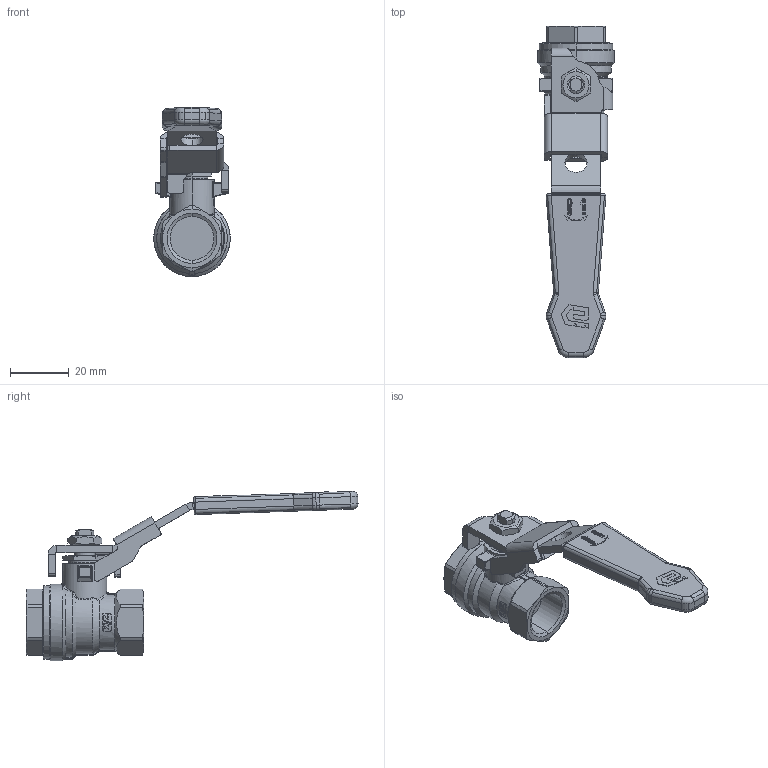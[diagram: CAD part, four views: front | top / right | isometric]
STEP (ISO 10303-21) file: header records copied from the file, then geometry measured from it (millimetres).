
FILE_DESCRIPTION(('HOOPS Exchange Step'),'2;1');
FILE_NAME('GK05_DN10.stp','2025-11-06T08:31:55+01:00',('nieru'),('Unknown organisation'),'HOOPS Exchange 2024.2','HOOPS Exchange','Unknown authorisation');
FILE_SCHEMA( ('AP203_CONFIGURATION_CONTROLLED_3D_DESIGN_OF_MECHANICAL_PARTS_AND_ASSEMBLIES_MIM_LF') );
Length unit declared in the file: millimetre
Products named in the file (2): 0; root
Assembly tree (1 placements, depth 2):
  root
    0
Bounding box: 26 x 112.92 x 57.51 mm (x, y, z)
Volume: 23717.1 mm3; surface area: 13027 mm2
Topology: 2 solids, 5 shells, 1081 faces, 2786 edges, 1766 vertices
Faces by surface type: plane 372, bspline 332, cylinder 262, cone 72, torus 31, sphere 12
Entity records: 40589 total; most frequent: CARTESIAN_POINT 17038, ORIENTED_EDGE 5544, DIRECTION 3623, EDGE_CURVE 2772, VERTEX_POINT 1766, AXIS2_PLACEMENT_3D 1349, EDGE_LOOP 1154, FACE_BOUND 1154
